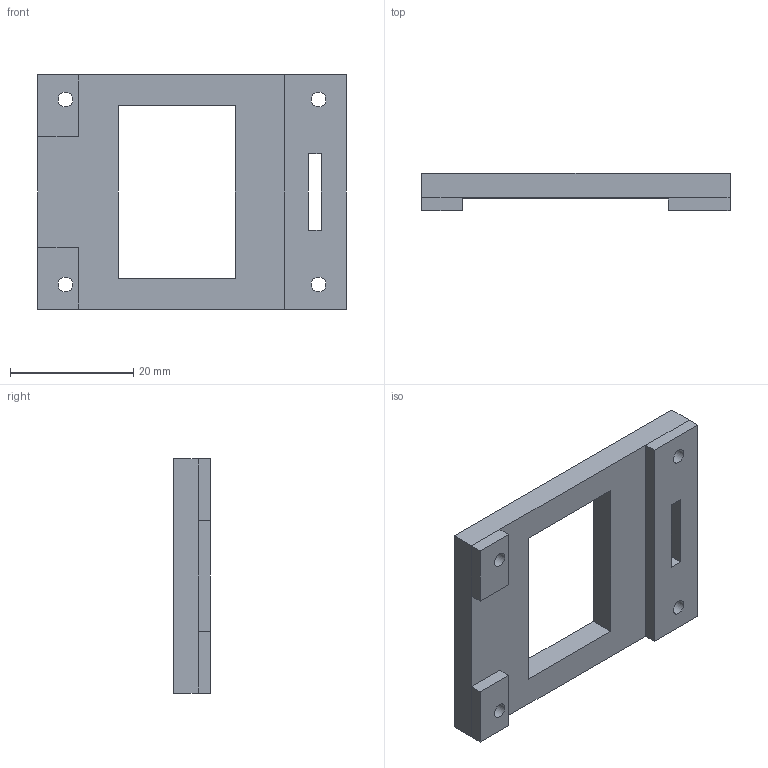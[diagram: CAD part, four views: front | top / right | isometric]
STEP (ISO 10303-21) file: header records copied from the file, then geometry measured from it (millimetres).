
FILE_DESCRIPTION(('FreeCAD Model'),'2;1');
FILE_NAME('Open CASCADE Shape Model','2024-06-20T13:33:05',('Author'),( ''),'Open CASCADE STEP processor 7.6','FreeCAD','Unknown');
FILE_SCHEMA(('AUTOMOTIVE_DESIGN { 1 0 10303 214 1 1 1 1 }'));
Length unit declared in the file: millimetre
Products named in the file (2): Part; Body
Assembly tree (1 placements, depth 2):
  Part
    Body
Bounding box: 50 x 6 x 38 mm (x, y, z)
Volume: 6227.2 mm3; surface area: 4406.7 mm2
Topology: 1 solids, 1 shells, 33 faces, 83 edges, 52 vertices
Faces by surface type: plane 29, cylinder 4
Full cylindrical faces by diameter (mm): 2.4 x4
Entity records: 1029 total; most frequent: CARTESIAN_POINT 170, ORIENTED_EDGE 166, DIRECTION 161, EDGE_CURVE 83, LINE 75, VECTOR 75, VERTEX_POINT 52, FACE_BOUND 45
